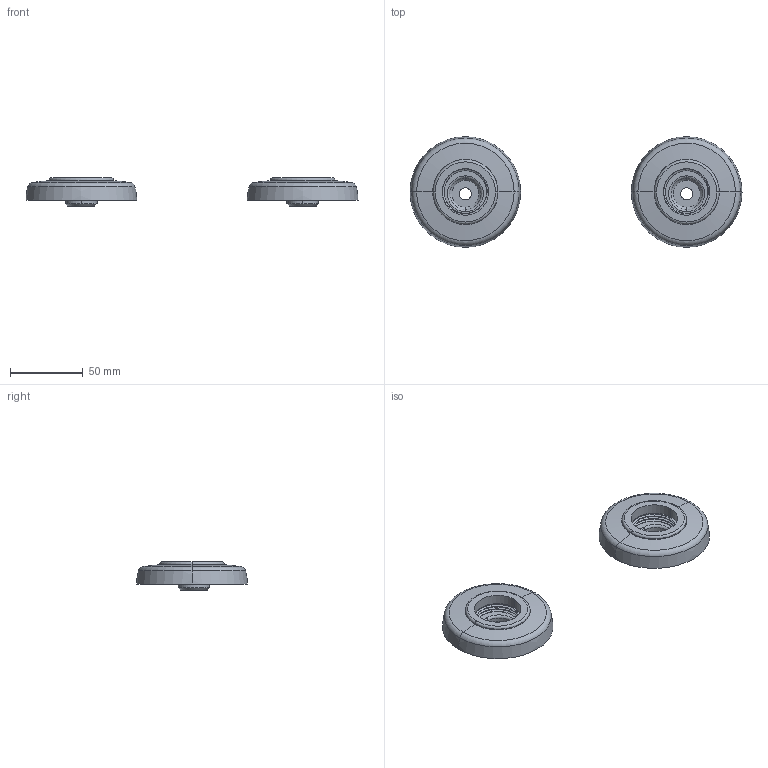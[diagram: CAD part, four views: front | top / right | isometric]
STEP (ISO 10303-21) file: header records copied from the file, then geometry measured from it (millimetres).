
FILE_DESCRIPTION((''),'2;1');
FILE_NAME('990-2400_ASM','2022-11-04T09:17:48',('rsmith'),(''),'CREO PARAMETRIC BY PTC INC, 2019352','CREO PARAMETRIC BY PTC INC, 2019352','');
FILE_SCHEMA(('CONFIG_CONTROL_DESIGN'));
Length unit declared in the file: inch
Products named in the file (3): 1995; 0372; 990-2400_ASM
Assembly tree (4 placements, depth 2):
  990-2400_ASM
    1995  x2
    0372  x2
Bounding box: 228.6 x 76.2 x 19.35 mm (x, y, z)
Volume: 60762.9 mm3; surface area: 68262.8 mm2
Topology: 4 solids, 18 shells, 466 faces, 1264 edges, 818 vertices
Faces by surface type: cylinder 152, plane 112, bspline 102, torus 48, sphere 28, cone 24
Entity records: 14233 total; most frequent: CARTESIAN_POINT 8650, ORIENTED_EDGE 1224, DIRECTION 1028, EDGE_CURVE 632, AXIS2_PLACEMENT_3D 452, VERTEX_POINT 409, CIRCLE 259, EDGE_LOOP 256
